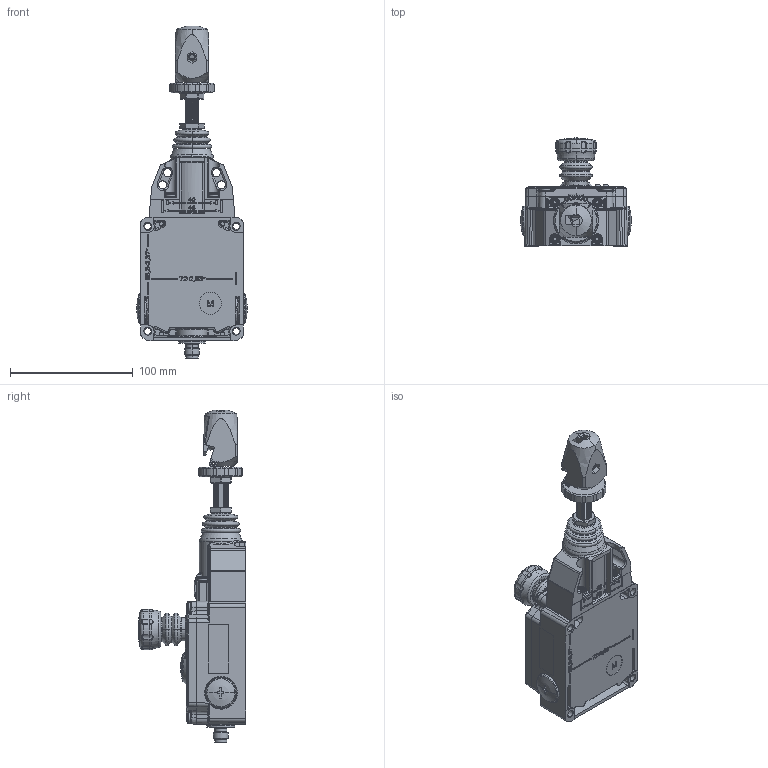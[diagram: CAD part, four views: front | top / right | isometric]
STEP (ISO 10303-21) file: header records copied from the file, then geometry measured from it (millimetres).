
FILE_DESCRIPTION((''),'2;1');
FILE_NAME('6073200008_SW0001','2010-06-28T',('T.Romberg'),(''),'PRO/ENGINEER BY PARAMETRIC TECHNOLOGY CORPORATION, 2005070','PRO/ENGINEER BY PARAMETRIC TECHNOLOGY CORPORATION, 2005070','');
FILE_SCHEMA(('AUTOMOTIVE_DESIGN_CC2 { 1 2 10303 214 -1 1 5 2 }'));
Products named in the file (1): 6073200008_SW0001
Bounding box: 90.13 x 88 x 270.58 mm (x, y, z)
Surface area: 79927.4 mm2 (no closed solid volume)
Topology: 0 solids, 89 shells, 1922 faces, 7102 edges, 5144 vertices
Faces by surface type: cylinder 687, plane 498, bspline 379, torus 153, cone 127, sphere 76, revolution 2
Entity records: 164826 total; most frequent: CARTESIAN_POINT 74999, ORIENTED_EDGE 11266, DIRECTION 10032, PRESENTATION_STYLE_ASSIGNMENT 9024, STYLED_ITEM 7129, CURVE_STYLE 7092, EDGE_CURVE 7090, VERTEX_POINT 5144
